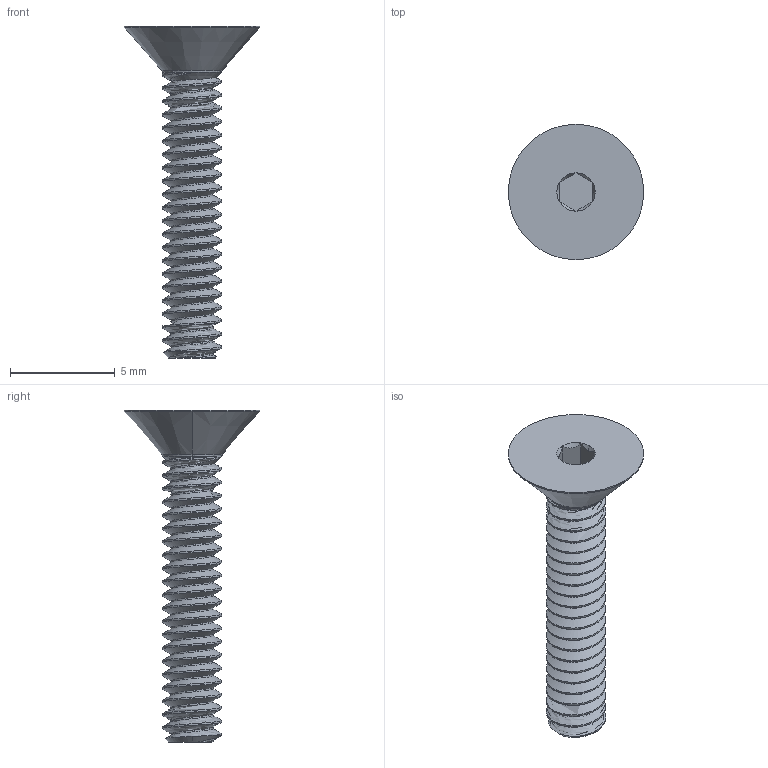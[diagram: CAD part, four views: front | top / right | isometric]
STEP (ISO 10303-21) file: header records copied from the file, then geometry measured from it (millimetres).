
FILE_DESCRIPTION (( 'STEP AP203' ), '1' );
FILE_NAME ('91263A961_Zinc-Plated Alloy Steel Hex Drive Flat Head Screw.STEP', '2021-07-08T17:05:10', ( 'Administrator' ), ( 'Managed by Terraform' ), 'SwSTEP 2.0', 'SolidWorks 2017', '' );
FILE_SCHEMA (( 'CONFIG_CONTROL_DESIGN' ));
Length unit declared in the file: inch
Products named in the file (1): 91263A961_Zinc-Plated Alloy Steel Hex Drive Flat Head Screw
Bounding box: 6.48 x 6.48 x 15.88 mm (x, y, z)
Volume: 100.9 mm3; surface area: 268.6 mm2
Topology: 1 solids, 1 shells, 74 faces, 193 edges, 122 vertices
Faces by surface type: cylinder 45, cone 15, plane 9, bspline 3, torus 2
Entity records: 4965 total; most frequent: CARTESIAN_POINT 3370, ORIENTED_EDGE 386, DIRECTION 253, EDGE_CURVE 193, VERTEX_POINT 122, AXIS2_PLACEMENT_3D 95, EDGE_LOOP 75, FACE_OUTER_BOUND 74
